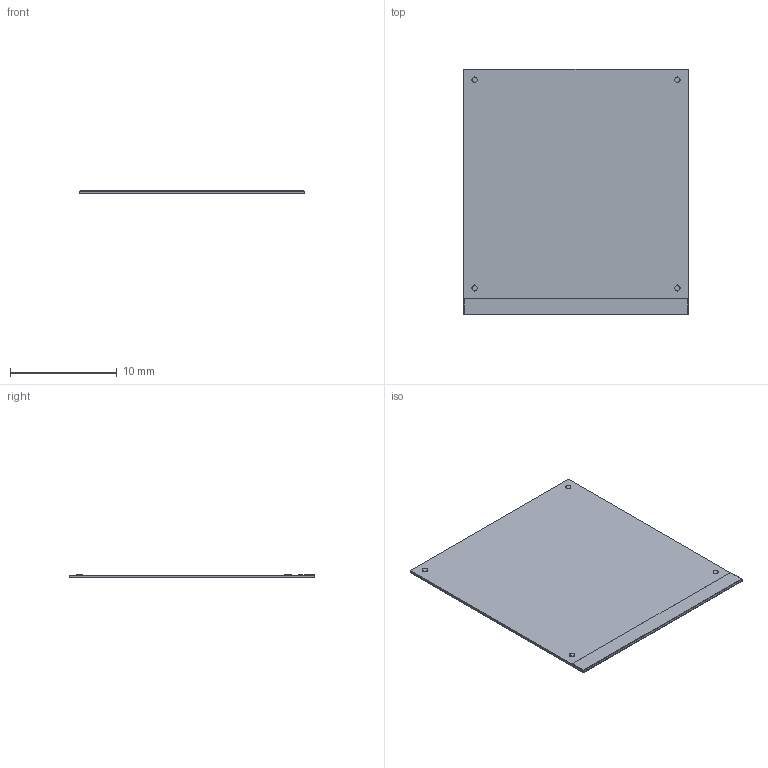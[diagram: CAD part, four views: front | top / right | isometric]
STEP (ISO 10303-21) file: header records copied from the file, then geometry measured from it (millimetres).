
FILE_DESCRIPTION(('FreeCAD Model'),'2;1');
FILE_NAME('Open CASCADE Shape Model','2022-05-17T11:42:45',('Author'),( ''),'Open CASCADE STEP processor 7.5','FreeCAD','Unknown');
FILE_SCHEMA(('AUTOMOTIVE_DESIGN { 1 0 10303 214 1 1 1 1 }'));
Length unit declared in the file: millimetre
Products named in the file (19): kicad_fcad; board_wire#outline; pads_area#F.Cu#0#REF**; pads_area001#F.Cu#1#REF**; pads_area002#F.Cu#2#REF**; pads_area004#F.Cu; zone_area#F.Cu#""; pads_wire#F.Cu#0#REF**; pads_solid#F.Cu; pads_wire003#F.Cu#3#REF**; board_area; board_solid; pads_wire001#F.Cu#1#REF**; pads_wire002#F.Cu#2#REF**; pads_area003#F.Cu#3#REF**; zone_wire#F.Cu#""; zones_solid#F.Cu; pcb_combo; copper_combo#F.Cu
Assembly tree (18 placements, depth 2):
  kicad_fcad
    board_wire#outline
    pads_area#F.Cu#0#REF**
    pads_area001#F.Cu#1#REF**
    pads_area002#F.Cu#2#REF**
    pads_area004#F.Cu
    zone_area#F.Cu#""
    pads_wire#F.Cu#0#REF**
    pads_solid#F.Cu
    pads_wire003#F.Cu#3#REF**
    board_area
    board_solid
    pads_wire001#F.Cu#1#REF**
    pads_wire002#F.Cu#2#REF**
    pads_area003#F.Cu#3#REF**
    zone_wire#F.Cu#""
    zones_solid#F.Cu
    pcb_combo
    copper_combo#F.Cu
Bounding box: 21 x 23 x 0.35 mm (x, y, z)
Surface area: 2689 mm2
Topology: 17 solids, 27 shells, 304 faces, 1556 edges, 1648 vertices
Faces by surface type: cylinder 156, plane 148
Entity records: 30445 total; most frequent: CARTESIAN_POINT 7695, DIRECTION 4186, LINE 2812, VECTOR 2812, ORIENTED_EDGE 1984, PCURVE 1984, DEFINITIONAL_REPRESENTATION 1984, EDGE_CURVE 1204
